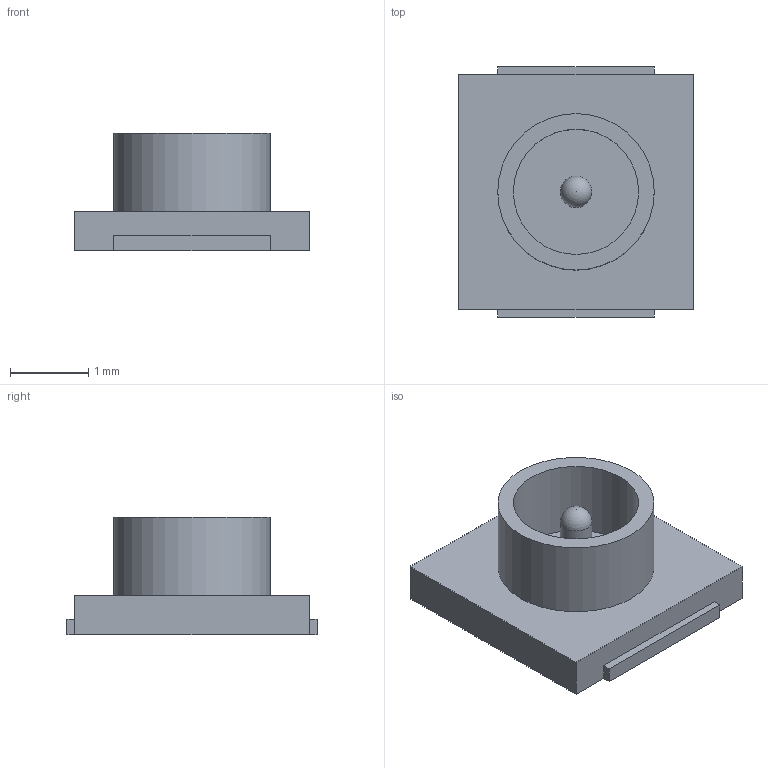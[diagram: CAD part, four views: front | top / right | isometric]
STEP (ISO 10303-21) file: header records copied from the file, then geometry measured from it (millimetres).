
FILE_DESCRIPTION(('FreeCAD Model'),'2;1');
FILE_NAME('CON_UFL_COAX_TYPE1.step','2017-06-20T16:41:56',( 'Author'),(''),'Open CASCADE STEP processor 6.8','FreeCAD','Unknown' );
FILE_SCHEMA(('AUTOMOTIVE_DESIGN_CC2 { 1 2 10303 214 -1 1 5 4 }'));
Length unit declared in the file: millimetre
Products named in the file (1): Fusion
Bounding box: 3 x 3.2 x 1.5 mm (x, y, z)
Volume: 5.8 mm3; surface area: 37.2 mm2
Topology: 1 solids, 1 shells, 22 faces, 49 edges, 31 vertices
Faces by surface type: plane 18, cylinder 3, sphere 1
Full cylindrical faces by diameter (mm): 0.4 x1, 1.6 x1, 2 x1
Entity records: 1393 total; most frequent: CARTESIAN_POINT 228, DIRECTION 187, LINE 126, VECTOR 126, ORIENTED_EDGE 96, PCURVE 96, DEFINITIONAL_REPRESENTATION 96, EDGE_CURVE 48
